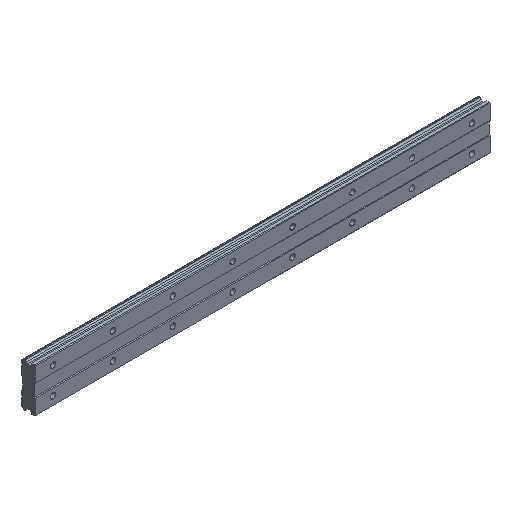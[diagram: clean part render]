
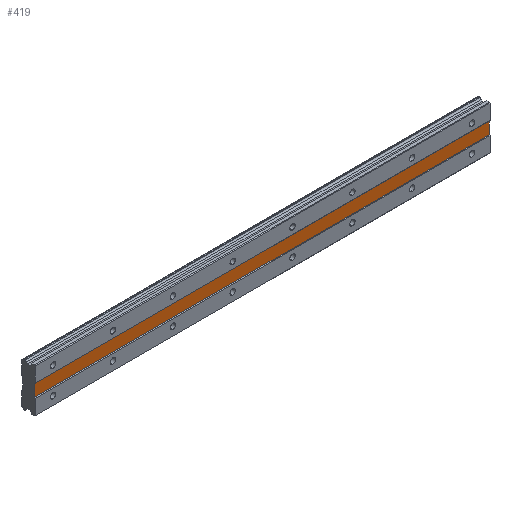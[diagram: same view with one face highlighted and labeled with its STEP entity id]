
A CAD part, isometric view. The second image highlights one B-rep face of the part: STEP entity #419.
In plain terms, the highlighted planar face has unit normal (0, -1, 0).
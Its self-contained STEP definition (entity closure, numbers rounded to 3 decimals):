
#25 = CARTESIAN_POINT ( 'NONE',  ( 365., 0.5, 5. ) ) ;
#27 = VERTEX_POINT ( 'NONE', #891 ) ;
#233 = CARTESIAN_POINT ( 'NONE',  ( 365., 0.5, -5. ) ) ;
#248 = VECTOR ( 'NONE', #2458, 1000. ) ;
#394 = ORIENTED_EDGE ( 'NONE', *, *, #1818, .T. ) ;
#419 = ADVANCED_FACE ( 'NONE', ( #572 ), #1437, .F. ) ;
#452 = VERTEX_POINT ( 'NONE', #1761 ) ;
#495 = VECTOR ( 'NONE', #3080, 1000. ) ;
#551 = ORIENTED_EDGE ( 'NONE', *, *, #2240, .F. ) ;
#572 = FACE_OUTER_BOUND ( 'NONE', #1822, .T. ) ;
#596 = CARTESIAN_POINT ( 'NONE',  ( 365., 0.5, -5. ) ) ;
#840 = EDGE_CURVE ( 'NONE', #1188, #1722, #1883, .T. ) ;
#891 = CARTESIAN_POINT ( 'NONE',  ( -15., 0.5, -5. ) ) ;
#908 = DIRECTION ( 'NONE',  ( 0., 1., 0. ) ) ;
#1188 = VERTEX_POINT ( 'NONE', #2442 ) ;
#1327 = AXIS2_PLACEMENT_3D ( 'NONE', #3419, #908, #2818 ) ;
#1366 = LINE ( 'NONE', #233, #1610 ) ;
#1437 = PLANE ( 'NONE',  #1327 ) ;
#1610 = VECTOR ( 'NONE', #3599, 1000. ) ;
#1701 = EDGE_CURVE ( 'NONE', #452, #27, #2241, .T. ) ;
#1722 = VERTEX_POINT ( 'NONE', #596 ) ;
#1761 = CARTESIAN_POINT ( 'NONE',  ( -15., 0.5, 5. ) ) ;
#1799 = VECTOR ( 'NONE', #3045, 1000. ) ;
#1818 = EDGE_CURVE ( 'NONE', #1188, #452, #2546, .T. ) ;
#1822 = EDGE_LOOP ( 'NONE', ( #551, #2527, #394, #3348 ) ) ;
#1883 = LINE ( 'NONE', #2478, #248 ) ;
#2225 = CARTESIAN_POINT ( 'NONE',  ( -15., 0.5, 18.34 ) ) ;
#2240 = EDGE_CURVE ( 'NONE', #1722, #27, #1366, .T. ) ;
#2241 = LINE ( 'NONE', #2225, #1799 ) ;
#2442 = CARTESIAN_POINT ( 'NONE',  ( 365., 0.5, 5. ) ) ;
#2458 = DIRECTION ( 'NONE',  ( 0., 0., -1. ) ) ;
#2478 = CARTESIAN_POINT ( 'NONE',  ( 365., 0.5, 18.34 ) ) ;
#2527 = ORIENTED_EDGE ( 'NONE', *, *, #840, .F. ) ;
#2546 = LINE ( 'NONE', #25, #495 ) ;
#2818 = DIRECTION ( 'NONE',  ( 0., 0., 1. ) ) ;
#3045 = DIRECTION ( 'NONE',  ( 0., 0., -1. ) ) ;
#3080 = DIRECTION ( 'NONE',  ( -1., 0., 0. ) ) ;
#3348 = ORIENTED_EDGE ( 'NONE', *, *, #1701, .T. ) ;
#3419 = CARTESIAN_POINT ( 'NONE',  ( 365., 0.5, 5. ) ) ;
#3599 = DIRECTION ( 'NONE',  ( -1., 0., 0. ) ) ;
